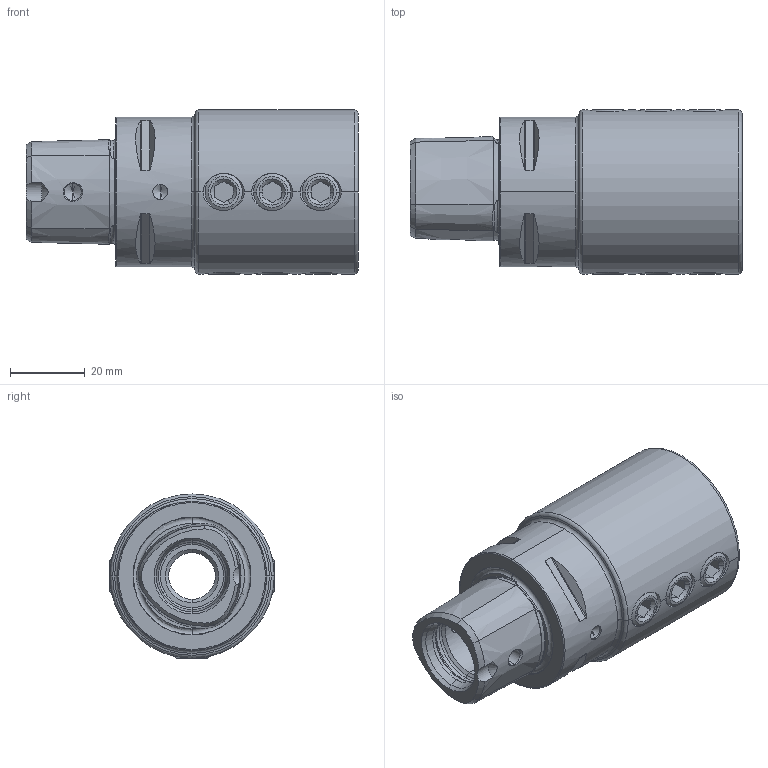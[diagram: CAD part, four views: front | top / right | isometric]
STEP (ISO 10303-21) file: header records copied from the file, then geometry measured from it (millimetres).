
FILE_DESCRIPTION (( 'STEP AP214' ), '1' );
FILE_NAME ('PS4.B20.K01.065.STEP', '2020-09-16T09:39:00', ( '' ), ( '' ), 'SwSTEP 2.0', 'SolidWorks 2017', '' );
FILE_SCHEMA (( 'AUTOMOTIVE_DESIGN' ));
Length unit declared in the file: millimetre
Products named in the file (3): ISO 4026 - M10 x 12_PreviewCfg; PS4.B20.K01.065; PS4-B20.K01.065_A
Assembly tree (10 placements, depth 2):
  PS4.B20.K01.065
    PS4-B20.K01.065_A
    ISO 4026 - M10 x 12_PreviewCfg  x9
Bounding box: 89 x 44 x 44 mm (x, y, z)
Volume: 82413.8 mm3; surface area: 25740.6 mm2
Topology: 10 solids, 10 shells, 332 faces, 806 edges, 494 vertices
Faces by surface type: cone 120, plane 101, cylinder 67, torus 44
Entity records: 8094 total; most frequent: CARTESIAN_POINT 3107, ORIENTED_EDGE 996, DIRECTION 952, EDGE_CURVE 498, AXIS2_PLACEMENT_3D 399, VERTEX_POINT 302, EDGE_LOOP 214, FACE_OUTER_BOUND 196
